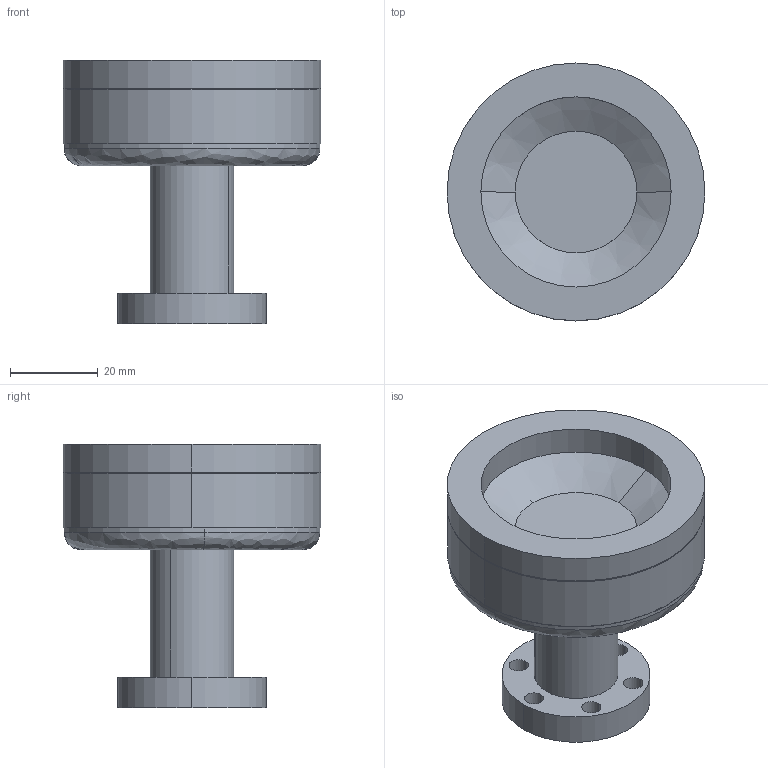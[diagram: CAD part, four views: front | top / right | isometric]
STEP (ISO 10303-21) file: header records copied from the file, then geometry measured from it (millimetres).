
FILE_DESCRIPTION (( 'STEP AP214' ), '1' );
FILE_NAME ('461-PBD-K16-LP.STEP', '2017-12-12T12:56:26', ( 'allectra' ), ( 'Microsoft' ), 'SwSTEP 2.0', 'SolidWorks 2014', '' );
FILE_SCHEMA (( 'AUTOMOTIVE_DESIGN' ));
Length unit declared in the file: millimetre
Products named in the file (1): 461-PBD-K16-LP
Bounding box: 58.73 x 58.73 x 60 mm (x, y, z)
Volume: 38950.4 mm3; surface area: 25881.4 mm2
Topology: 4 solids, 4 shells, 71 faces, 156 edges, 102 vertices
Faces by surface type: cylinder 42, plane 17, cone 10, bspline 2
Entity records: 2904 total; most frequent: DIRECTION 396, CARTESIAN_POINT 366, ORIENTED_EDGE 312, AXIS2_PLACEMENT_3D 172, EDGE_CURVE 156, VERTEX_POINT 102, CIRCLE 102, EDGE_LOOP 98
